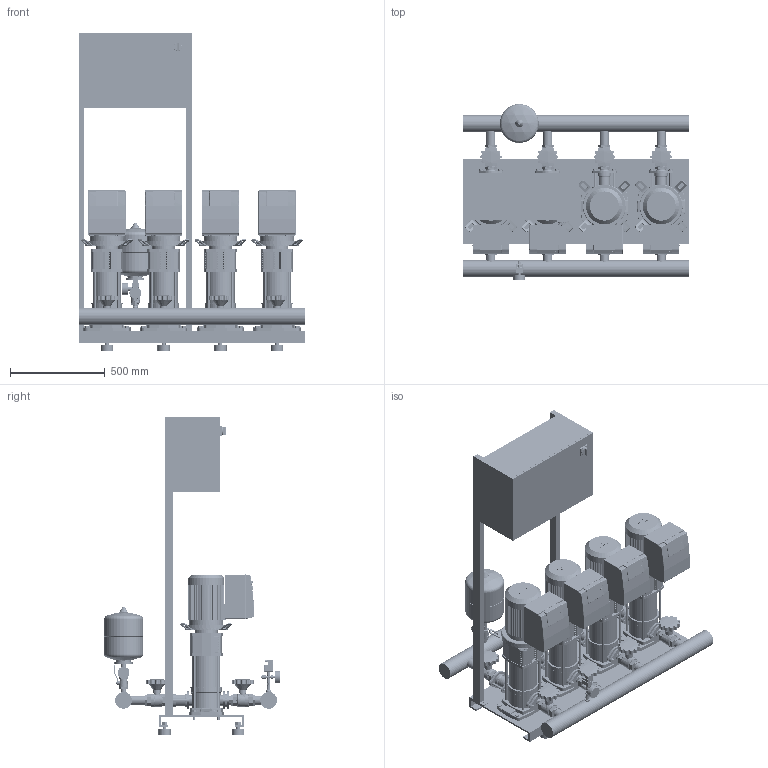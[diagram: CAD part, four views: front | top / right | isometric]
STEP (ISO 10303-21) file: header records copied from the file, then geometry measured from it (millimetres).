
FILE_DESCRIPTION((''),'2;1');
FILE_NAME('3d_COR-4HELIXVE1003_K_CCE-01-2539338.stp','2015-10-05T07:11:53',(''),(''),'Mechanical Desktop 2009','Mechanical Desktop 2009',', , ');
FILE_SCHEMA(('CONFIG_CONTROL_DESIGN'));
Length unit declared in the file: millimetre
Products named in the file (1): Product
Bounding box: 1200 x 930 x 1685 mm (x, y, z)
Volume: 201793040.4 mm3; surface area: 11451957.2 mm2
Topology: 230 solids, 230 shells, 6229 faces, 15879 edges, 10332 vertices
Faces by surface type: bspline 2166, plane 2004, cylinder 1658, cone 229, torus 132, sphere 40
Entity records: 209840 total; most frequent: CARTESIAN_POINT 62574, ORIENTED_EDGE 31618, DIRECTION 28534, EDGE_CURVE 15809, VERTEX_POINT 10325, AXIS2_PLACEMENT_3D 9553, VECTOR 9428, LINE 9428
